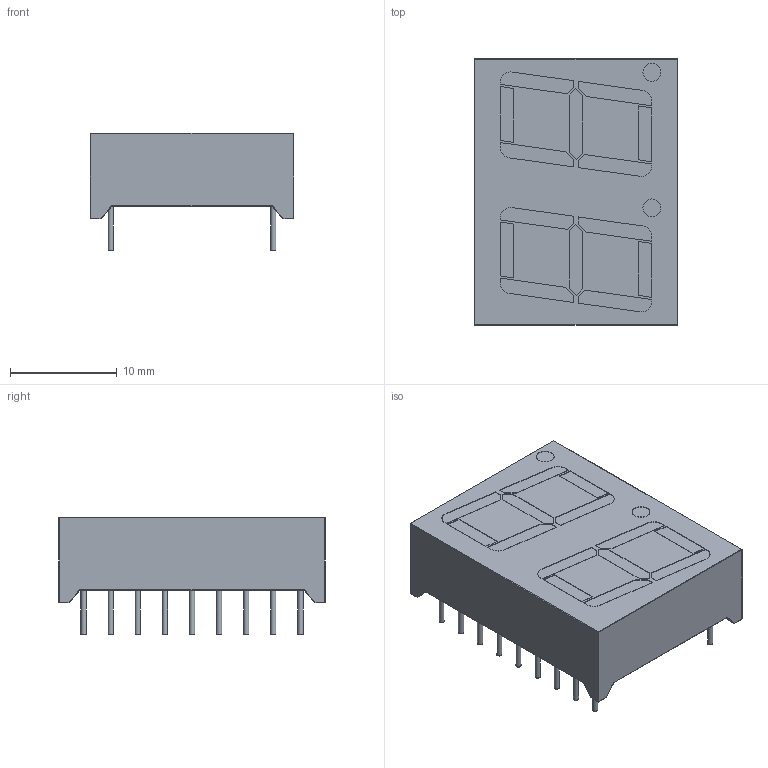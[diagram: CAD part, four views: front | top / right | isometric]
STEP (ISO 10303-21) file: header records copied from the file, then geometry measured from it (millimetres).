
FILE_DESCRIPTION(('STEP AP214'), '1');
FILE_NAME('Display _ DC(DA)56-11', '', ('UNSPECIFIED'), ('UNSPECIFIED'), 'ASCON STEP Converter 1.6', 'ASCON Math Kernel', '');
FILE_SCHEMA(('AUTOMOTIVE_DESIGN { 1 0 10303 214 3 1 1}'));
Length unit declared in the file: millimetre
Products named in the file (1): DC(DA)56-11
Bounding box: 19.05 x 25 x 11.05 mm (x, y, z)
Volume: 3150.9 mm3; surface area: 2742.5 mm2
Topology: 2 solids, 2 shells, 284 faces, 636 edges, 358 vertices
Faces by surface type: plane 134, cylinder 92, torus 26, sphere 24, bspline 8
Full cylindrical faces by diameter (mm): 0.5 x18, 1.68 x2
Entity records: 10250 total; most frequent: CARTESIAN_POINT 1917, DIRECTION 1286, ORIENTED_EDGE 1132, EDGE_CURVE 566, AXIS2_PLACEMENT_3D 463, LINE 360, VECTOR 360, VERTEX_POINT 358
